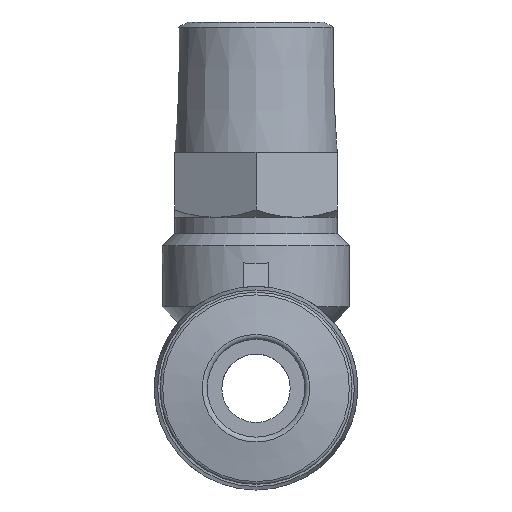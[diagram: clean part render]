
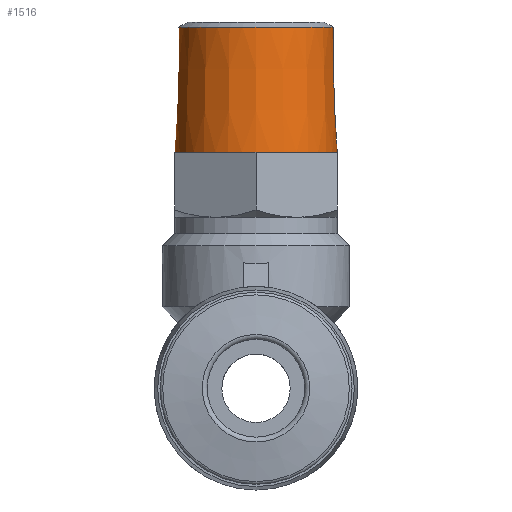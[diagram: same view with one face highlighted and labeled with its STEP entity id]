
A CAD part, left-side view. The second image highlights one B-rep face of the part: STEP entity #1516.
In plain terms, the highlighted conical face has half-angle 1.788 degrees and reference radius 4.749 mm.
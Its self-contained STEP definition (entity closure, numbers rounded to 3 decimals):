
#146=CONICAL_SURFACE('',#1656,4.749,0.031);
#378=ORIENTED_EDGE('',*,*,#507,.F.);
#379=ORIENTED_EDGE('',*,*,#514,.T.);
#507=EDGE_CURVE('',#606,#606,#665,.T.);
#514=EDGE_CURVE('',#609,#609,#668,.T.);
#606=VERTEX_POINT('',#2314);
#609=VERTEX_POINT('',#2332);
#665=CIRCLE('',#1644,4.989);
#668=CIRCLE('',#1655,4.749);
#776=EDGE_LOOP('',(#378));
#777=EDGE_LOOP('',(#379));
#898=FACE_BOUND('',#776,.T.);
#899=FACE_BOUND('',#777,.T.);
#1516=ADVANCED_FACE('',(#898,#899),#146,.T.);
#1644=AXIS2_PLACEMENT_3D('',#2313,#1920,#1921);
#1655=AXIS2_PLACEMENT_3D('',#2331,#1946,#1947);
#1656=AXIS2_PLACEMENT_3D('',#2333,#1948,#1949);
#1920=DIRECTION('',(0.,0.,-1.));
#1921=DIRECTION('',(-1.,0.,0.));
#1946=DIRECTION('',(0.,0.,-1.));
#1947=DIRECTION('',(-1.,0.,0.));
#1948=DIRECTION('',(0.,0.,-1.));
#1949=DIRECTION('',(-1.,0.,0.));
#2313=CARTESIAN_POINT('',(0.,0.,14.5));
#2314=CARTESIAN_POINT('',(-4.989,0.,14.5));
#2331=CARTESIAN_POINT('',(0.,0.,22.193));
#2332=CARTESIAN_POINT('',(-4.749,0.,22.193));
#2333=CARTESIAN_POINT('',(0.,0.,22.193));
